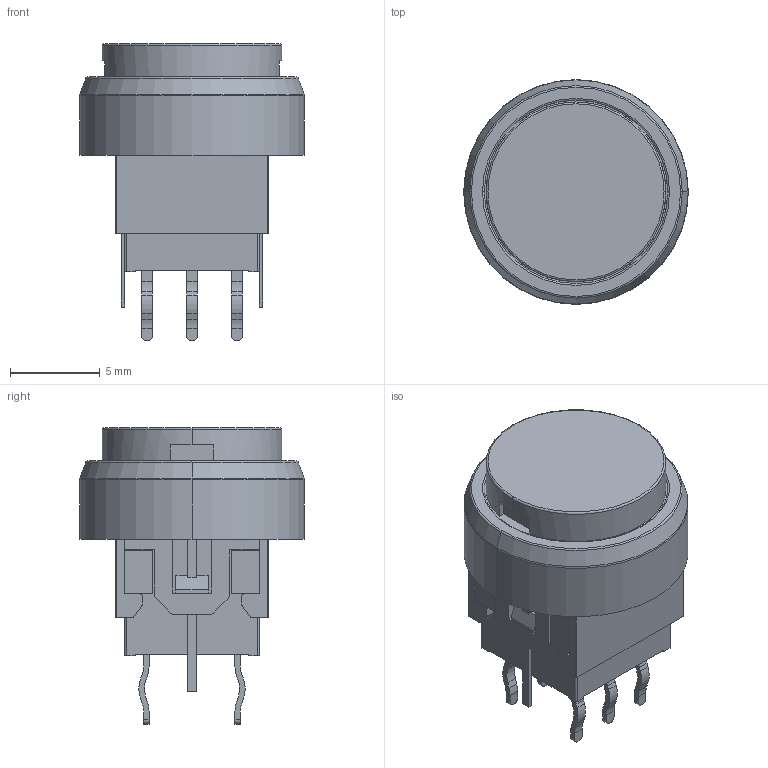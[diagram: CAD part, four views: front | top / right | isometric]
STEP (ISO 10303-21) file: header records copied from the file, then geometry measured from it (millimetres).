
FILE_DESCRIPTION (( 'STEP AP214' ), '1' );
FILE_NAME ('SW-TH_K6-6136D-L1-04.step', '2022-08-15T08:25:52', ( '' ), ( '' ), 'SwSTEP 2.0', 'SolidWorks 2020', '' );
FILE_SCHEMA (( 'AUTOMOTIVE_DESIGN' ));
Length unit declared in the file: millimetre
Products named in the file (3): 褲极; 翋极; SW-TH_K6-6136D-L1-04
Assembly tree (2 placements, depth 2):
  SW-TH_K6-6136D-L1-04
    翋极
    褲极
Bounding box: 12.5 x 12.5 x 16.5 mm (x, y, z)
Volume: 1086.2 mm3; surface area: 1049.8 mm2
Topology: 8 solids, 8 shells, 541 faces, 1491 edges, 990 vertices
Faces by surface type: plane 343, bspline 98, cylinder 90, torus 8, cone 2
Entity records: 21370 total; most frequent: CARTESIAN_POINT 4333, ORIENTED_EDGE 2982, DIRECTION 2399, EDGE_CURVE 1491, VECTOR 1079, LINE 1079, VERTEX_POINT 990, AXIS2_PLACEMENT_3D 660
